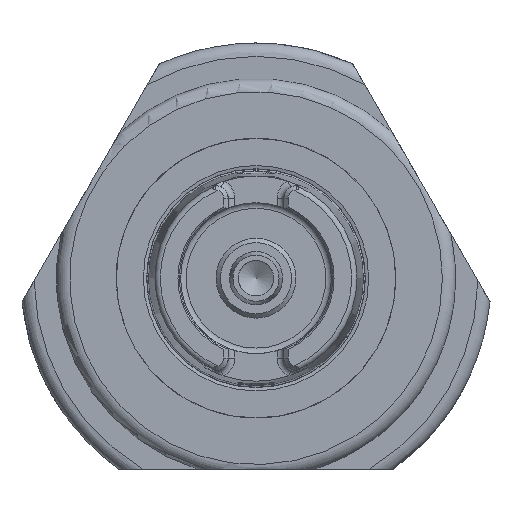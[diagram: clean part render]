
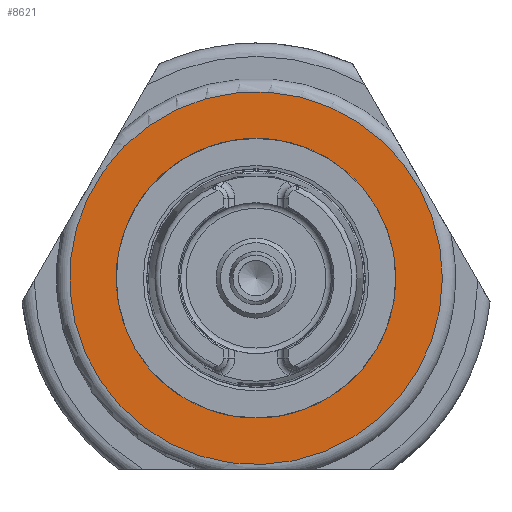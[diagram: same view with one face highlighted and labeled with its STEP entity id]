
A CAD part, left-side view. The second image highlights one B-rep face of the part: STEP entity #8621.
In plain terms, the highlighted planar face has unit normal (-1, 0, 0).
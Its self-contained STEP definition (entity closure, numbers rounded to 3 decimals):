
#6037=CARTESIAN_POINT('',(32.,-42.,0.0));
#6038=VERTEX_POINT('',#6037);
#6039=CARTESIAN_POINT('',(32.,0.,0.0));
#6040=DIRECTION('',(-1.0,0.0,0.0));
#6041=DIRECTION('',(0.0,-1.0,0.0));
#6042=AXIS2_PLACEMENT_3D('',#6039,#6040,#6041);
#6043=CIRCLE('',#6042,42.0);
#6044=EDGE_CURVE('',#6038,#6038,#6043,.T.);
#8380=CARTESIAN_POINT('',(32.,-31.,0.0));
#8381=VERTEX_POINT('',#8380);
#8382=CARTESIAN_POINT('',(32.,0.,0.0));
#8383=DIRECTION('',(-1.0,0.0,0.0));
#8384=DIRECTION('',(0.0,-1.0,0.0));
#8385=AXIS2_PLACEMENT_3D('',#8382,#8383,#8384);
#8386=CIRCLE('',#8385,31.);
#8387=EDGE_CURVE('',#8381,#8381,#8386,.T.);
#8610=CARTESIAN_POINT('',(32.,-36.5,0.0));
#8611=DIRECTION('',(-1.0,0.0,0.0));
#8612=DIRECTION('',(0.0,0.0,1.0));
#8613=AXIS2_PLACEMENT_3D('',#8610,#8611,#8612);
#8614=PLANE('',#8613);
#8615=ORIENTED_EDGE('',*,*,#6044,.T.);
#8616=EDGE_LOOP('',(#8615));
#8617=FACE_OUTER_BOUND('',#8616,.T.);
#8618=ORIENTED_EDGE('',*,*,#8387,.F.);
#8619=EDGE_LOOP('',(#8618));
#8620=FACE_BOUND('',#8619,.T.);
#8621=ADVANCED_FACE('',(#8617,#8620),#8614,.T.);
